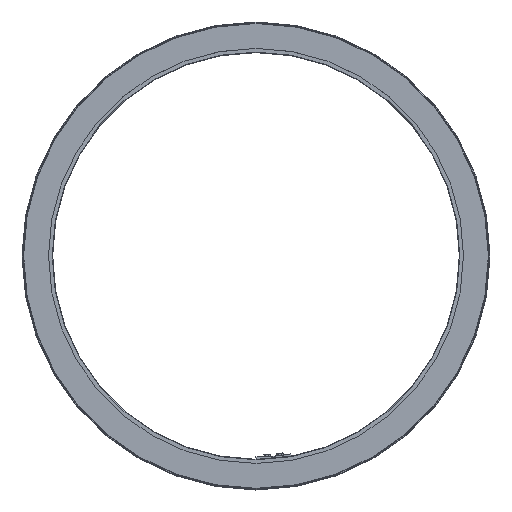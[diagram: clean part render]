
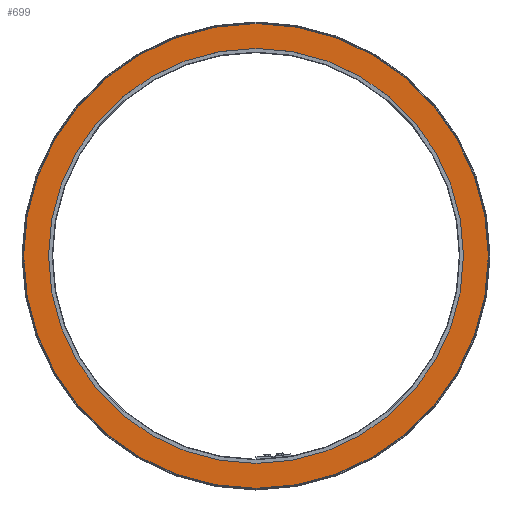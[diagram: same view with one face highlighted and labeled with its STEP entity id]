
A CAD part, top view. The second image highlights one B-rep face of the part: STEP entity #699.
In plain terms, the highlighted planar face has unit normal (0, 0, 1).
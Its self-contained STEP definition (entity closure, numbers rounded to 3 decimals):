
#136 = CARTESIAN_POINT ( 'NONE',  ( -450., 0., 40. ) ) ;
#245 = CARTESIAN_POINT ( 'NONE',  ( 504., 0., 40. ) ) ;
#259 = CARTESIAN_POINT ( 'NONE',  ( -504., 0., 40. ) ) ;
#350 = CIRCLE ( 'NONE', #2205, 504. ) ;
#544 = CIRCLE ( 'NONE', #4092, 504. ) ;
#699 = ADVANCED_FACE ( 'NONE', ( #5339, #2181 ), #5060, .F. ) ;
#719 = DIRECTION ( 'NONE',  ( 0., 0., -1. ) ) ;
#727 = VERTEX_POINT ( 'NONE', #245 ) ;
#868 = VERTEX_POINT ( 'NONE', #259 ) ;
#998 = CARTESIAN_POINT ( 'NONE',  ( 0., 0., 40. ) ) ;
#1189 = ORIENTED_EDGE ( 'NONE', *, *, #4566, .F. ) ;
#1286 = VERTEX_POINT ( 'NONE', #136 ) ;
#1312 = CARTESIAN_POINT ( 'NONE',  ( 0., 0., 40. ) ) ;
#1508 = AXIS2_PLACEMENT_3D ( 'NONE', #2472, #719, #4656 ) ;
#1584 = DIRECTION ( 'NONE',  ( 1., 0., 0. ) ) ;
#1861 = CIRCLE ( 'NONE', #3447, 450. ) ;
#2000 = EDGE_LOOP ( 'NONE', ( #2817, #3337 ) ) ;
#2181 = FACE_BOUND ( 'NONE', #3033, .T. ) ;
#2197 = DIRECTION ( 'NONE',  ( -1., 0., 0. ) ) ;
#2205 = AXIS2_PLACEMENT_3D ( 'NONE', #1312, #4854, #2197 ) ;
#2472 = CARTESIAN_POINT ( 'NONE',  ( -450., 0., 40. ) ) ;
#2538 = CARTESIAN_POINT ( 'NONE',  ( 450., 0., 40. ) ) ;
#2718 = EDGE_CURVE ( 'NONE', #1286, #4782, #1861, .T. ) ;
#2817 = ORIENTED_EDGE ( 'NONE', *, *, #4136, .T. ) ;
#2962 = DIRECTION ( 'NONE',  ( 0., 0., 1. ) ) ;
#3033 = EDGE_LOOP ( 'NONE', ( #1189, #4471 ) ) ;
#3288 = CARTESIAN_POINT ( 'NONE',  ( 0., 0., 40. ) ) ;
#3337 = ORIENTED_EDGE ( 'NONE', *, *, #4907, .T. ) ;
#3447 = AXIS2_PLACEMENT_3D ( 'NONE', #3288, #4166, #1584 ) ;
#3879 = CARTESIAN_POINT ( 'NONE',  ( 0., 0., 40. ) ) ;
#4068 = DIRECTION ( 'NONE',  ( 0., 0., 1. ) ) ;
#4092 = AXIS2_PLACEMENT_3D ( 'NONE', #3879, #2962, #4321 ) ;
#4136 = EDGE_CURVE ( 'NONE', #868, #727, #544, .T. ) ;
#4166 = DIRECTION ( 'NONE',  ( 0., 0., 1. ) ) ;
#4321 = DIRECTION ( 'NONE',  ( -1., 0., 0. ) ) ;
#4471 = ORIENTED_EDGE ( 'NONE', *, *, #2718, .F. ) ;
#4566 = EDGE_CURVE ( 'NONE', #4782, #1286, #4716, .T. ) ;
#4656 = DIRECTION ( 'NONE',  ( -1., 0., 0. ) ) ;
#4716 = CIRCLE ( 'NONE', #5283, 450. ) ;
#4782 = VERTEX_POINT ( 'NONE', #2538 ) ;
#4854 = DIRECTION ( 'NONE',  ( 0., 0., 1. ) ) ;
#4907 = EDGE_CURVE ( 'NONE', #727, #868, #350, .T. ) ;
#5060 = PLANE ( 'NONE',  #1508 ) ;
#5283 = AXIS2_PLACEMENT_3D ( 'NONE', #998, #4068, #5464 ) ;
#5339 = FACE_OUTER_BOUND ( 'NONE', #2000, .T. ) ;
#5464 = DIRECTION ( 'NONE',  ( 1., 0., 0. ) ) ;
